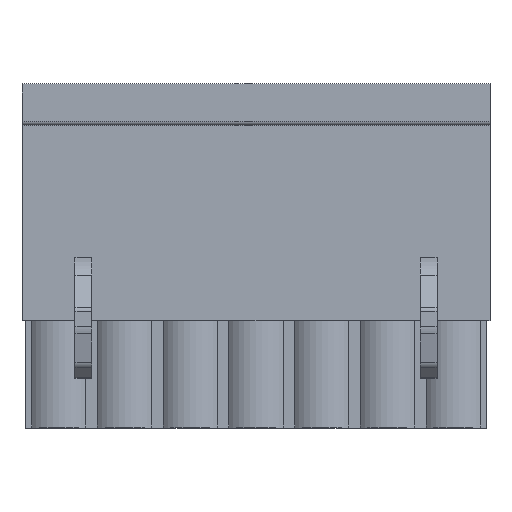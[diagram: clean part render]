
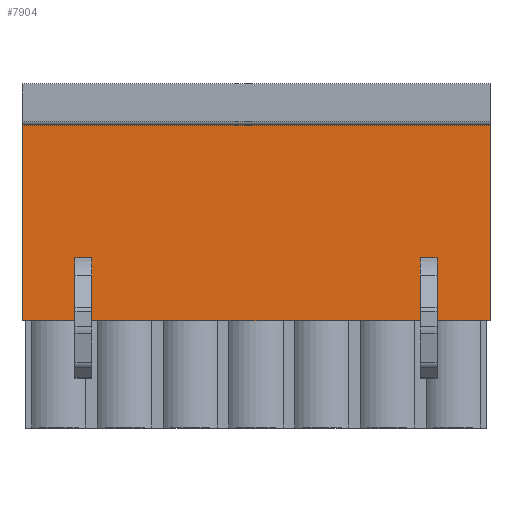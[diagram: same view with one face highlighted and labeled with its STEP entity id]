
A CAD part, top view. The second image highlights one B-rep face of the part: STEP entity #7904.
In plain terms, the highlighted planar face has unit normal (0, 0, 1).
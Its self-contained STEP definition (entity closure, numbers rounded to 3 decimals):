
#6=DIRECTION('',(0.,-1.,0.));
#7=VECTOR('',#6,15.1);
#8=CARTESIAN_POINT('',(0.,9.44,6.96));
#9=LINE('',#8,#7);
#195=DIRECTION('',(0.,-1.,0.));
#196=VECTOR('',#195,15.1);
#197=CARTESIAN_POINT('',(-36.18,9.44,6.96));
#198=LINE('',#197,#196);
#1548=DIRECTION('',(0.,1.,0.));
#1549=VECTOR('',#1548,4.844);
#1550=CARTESIAN_POINT('',(-32.09,-5.66,6.96));
#1551=LINE('',#1550,#1549);
#1552=DIRECTION('',(-1.,0.,0.));
#1553=VECTOR('',#1552,36.18);
#1554=CARTESIAN_POINT('',(0.,9.44,6.96));
#1555=LINE('',#1554,#1553);
#1556=DIRECTION('',(0.,1.,0.));
#1557=VECTOR('',#1556,4.844);
#1558=CARTESIAN_POINT('',(-4.09,-5.66,6.96));
#1559=LINE('',#1558,#1557);
#1560=DIRECTION('',(1.,0.,0.));
#1561=VECTOR('',#1560,1.3);
#1562=CARTESIAN_POINT('',(-5.39,-0.816,6.96));
#1563=LINE('',#1562,#1561);
#1564=DIRECTION('',(0.,1.,0.));
#1565=VECTOR('',#1564,4.844);
#1566=CARTESIAN_POINT('',(-5.39,-5.66,6.96));
#1567=LINE('',#1566,#1565);
#1568=DIRECTION('',(0.,1.,0.));
#1569=VECTOR('',#1568,4.844);
#1570=CARTESIAN_POINT('',(-30.79,-5.66,6.96));
#1571=LINE('',#1570,#1569);
#1572=DIRECTION('',(1.,0.,0.));
#1573=VECTOR('',#1572,1.3);
#1574=CARTESIAN_POINT('',(-32.09,-0.816,6.96));
#1575=LINE('',#1574,#1573);
#1909=DIRECTION('',(-1.,0.,0.));
#1910=VECTOR('',#1909,4.09);
#1911=CARTESIAN_POINT('',(-32.09,-5.66,6.96));
#1912=LINE('',#1911,#1910);
#1917=DIRECTION('',(-1.,0.,0.));
#1918=VECTOR('',#1917,25.4);
#1919=CARTESIAN_POINT('',(-5.39,-5.66,6.96));
#1920=LINE('',#1919,#1918);
#1925=DIRECTION('',(-1.,0.,0.));
#1926=VECTOR('',#1925,4.09);
#1927=CARTESIAN_POINT('',(0.,-5.66,6.96));
#1928=LINE('',#1927,#1926);
#4701=CARTESIAN_POINT('',(0.,9.44,6.96));
#4702=CARTESIAN_POINT('',(0.,-5.66,6.96));
#4703=VERTEX_POINT('',#4701);
#4704=VERTEX_POINT('',#4702);
#4739=CARTESIAN_POINT('',(-36.18,9.44,6.96));
#4740=CARTESIAN_POINT('',(-36.18,-5.66,6.96));
#4741=VERTEX_POINT('',#4739);
#4742=VERTEX_POINT('',#4740);
#6091=CARTESIAN_POINT('',(-4.09,-5.66,6.96));
#6092=CARTESIAN_POINT('',(-4.09,-0.816,6.96));
#6093=VERTEX_POINT('',#6091);
#6094=VERTEX_POINT('',#6092);
#6095=CARTESIAN_POINT('',(-5.39,-5.66,6.96));
#6096=CARTESIAN_POINT('',(-5.39,-0.816,6.96));
#6097=VERTEX_POINT('',#6095);
#6098=VERTEX_POINT('',#6096);
#6165=CARTESIAN_POINT('',(-32.09,-5.66,6.96));
#6166=VERTEX_POINT('',#6165);
#6167=CARTESIAN_POINT('',(-32.09,-0.816,6.96));
#6168=VERTEX_POINT('',#6167);
#6169=CARTESIAN_POINT('',(-30.79,-5.66,6.96));
#6170=VERTEX_POINT('',#6169);
#6171=CARTESIAN_POINT('',(-30.79,-0.816,6.96));
#6172=VERTEX_POINT('',#6171);
#7876=CARTESIAN_POINT('',(0.,9.44,6.96));
#7877=DIRECTION('',(0.,0.,1.));
#7878=DIRECTION('',(0.,-1.,0.));
#7879=AXIS2_PLACEMENT_3D('',#7876,#7877,#7878);
#7880=PLANE('',#7879);
#7882=ORIENTED_EDGE('',*,*,#7881,.F.);
#7884=ORIENTED_EDGE('',*,*,#7883,.T.);
#7885=ORIENTED_EDGE('',*,*,#6310,.F.);
#7886=ORIENTED_EDGE('',*,*,#7869,.F.);
#7887=ORIENTED_EDGE('',*,*,#6182,.T.);
#7889=ORIENTED_EDGE('',*,*,#7888,.T.);
#7891=ORIENTED_EDGE('',*,*,#7890,.T.);
#7893=ORIENTED_EDGE('',*,*,#7892,.F.);
#7895=ORIENTED_EDGE('',*,*,#7894,.F.);
#7897=ORIENTED_EDGE('',*,*,#7896,.T.);
#7899=ORIENTED_EDGE('',*,*,#7898,.T.);
#7901=ORIENTED_EDGE('',*,*,#7900,.F.);
#7902=EDGE_LOOP('',(#7882,#7884,#7885,#7886,#7887,#7889,#7891,#7893,#7895,#7897,
#7899,#7901));
#7903=FACE_OUTER_BOUND('',#7902,.F.);
#7904=ADVANCED_FACE('',(#7903),#7880,.T.);
#6182=EDGE_CURVE('',#4703,#4704,#9,.T.);
#6310=EDGE_CURVE('',#4741,#4742,#198,.T.);
#7869=EDGE_CURVE('',#4703,#4741,#1555,.T.);
#7881=EDGE_CURVE('',#6166,#6168,#1551,.T.);
#7883=EDGE_CURVE('',#6166,#4742,#1912,.T.);
#7888=EDGE_CURVE('',#4704,#6093,#1928,.T.);
#7890=EDGE_CURVE('',#6093,#6094,#1559,.T.);
#7892=EDGE_CURVE('',#6098,#6094,#1563,.T.);
#7894=EDGE_CURVE('',#6097,#6098,#1567,.T.);
#7896=EDGE_CURVE('',#6097,#6170,#1920,.T.);
#7898=EDGE_CURVE('',#6170,#6172,#1571,.T.);
#7900=EDGE_CURVE('',#6168,#6172,#1575,.T.);
